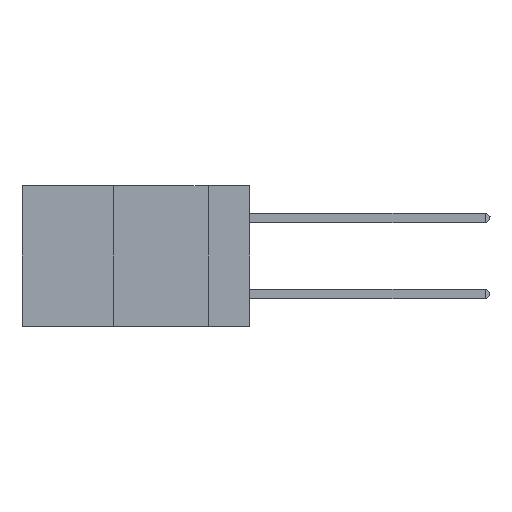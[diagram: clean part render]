
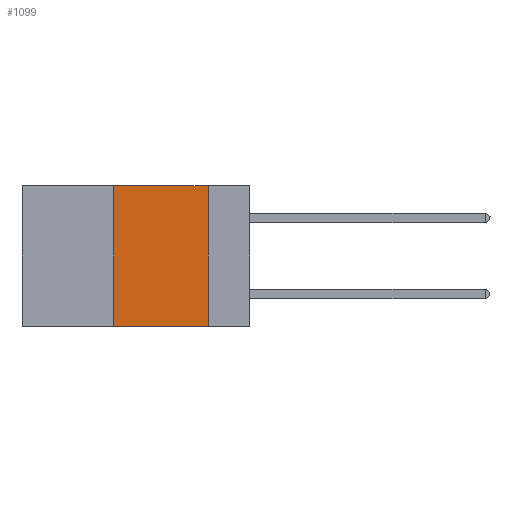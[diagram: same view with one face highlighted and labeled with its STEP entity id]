
A CAD part, left-side view. The second image highlights one B-rep face of the part: STEP entity #1099.
In plain terms, the highlighted planar face has unit normal (-1, 0, 0).
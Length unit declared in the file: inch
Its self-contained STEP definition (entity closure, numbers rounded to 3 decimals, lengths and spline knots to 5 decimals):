
#252 = CARTESIAN_POINT ( 'NONE',  ( 0., 0.6, 0. ) ) ;
#361 = VECTOR ( 'NONE', #7146, 39.37008 ) ;
#507 = ORIENTED_EDGE ( 'NONE', *, *, #6149, .F. ) ;
#557 = ORIENTED_EDGE ( 'NONE', *, *, #14378, .F. ) ;
#1099 = ADVANCED_FACE ( 'NONE', ( #8716 ), #3647, .F. ) ;
#1994 = VECTOR ( 'NONE', #6024, 39.37008 ) ;
#2514 = ORIENTED_EDGE ( 'NONE', *, *, #10683, .F. ) ;
#2798 = CARTESIAN_POINT ( 'NONE',  ( 0., 0.11, 0. ) ) ;
#3115 = DIRECTION ( 'NONE',  ( 1., 0., 0. ) ) ;
#3647 = PLANE ( 'NONE',  #5567 ) ;
#3744 = CARTESIAN_POINT ( 'NONE',  ( 0., 0.11, 0. ) ) ;
#3911 = DIRECTION ( 'NONE',  ( 0., 0., -1. ) ) ;
#4279 = ORIENTED_EDGE ( 'NONE', *, *, #14666, .T. ) ;
#4800 = LINE ( 'NONE', #2798, #8199 ) ;
#5372 = LINE ( 'NONE', #12209, #1994 ) ;
#5567 = AXIS2_PLACEMENT_3D ( 'NONE', #252, #3115, #3911 ) ;
#6024 = DIRECTION ( 'NONE',  ( 0., 0., 1. ) ) ;
#6149 = EDGE_CURVE ( 'NONE', #9520, #11538, #5372, .T. ) ;
#6379 = VERTEX_POINT ( 'NONE', #9031 ) ;
#7146 = DIRECTION ( 'NONE',  ( 0., -1., 0. ) ) ;
#8199 = VECTOR ( 'NONE', #11596, 39.37008 ) ;
#8715 = VECTOR ( 'NONE', #15055, 39.37008 ) ;
#8716 = FACE_OUTER_BOUND ( 'NONE', #12543, .T. ) ;
#9031 = CARTESIAN_POINT ( 'NONE',  ( 0., 0.11, -0.37 ) ) ;
#9520 = VERTEX_POINT ( 'NONE', #15619 ) ;
#10255 = CARTESIAN_POINT ( 'NONE',  ( 0., 0.6, 0. ) ) ;
#10683 = EDGE_CURVE ( 'NONE', #11538, #11856, #11948, .T. ) ;
#10892 = LINE ( 'NONE', #13266, #361 ) ;
#11538 = VERTEX_POINT ( 'NONE', #13018 ) ;
#11596 = DIRECTION ( 'NONE',  ( 0., 0., -1. ) ) ;
#11856 = VERTEX_POINT ( 'NONE', #3744 ) ;
#11948 = LINE ( 'NONE', #10255, #8715 ) ;
#12209 = CARTESIAN_POINT ( 'NONE',  ( 0., 0.36, 0. ) ) ;
#12543 = EDGE_LOOP ( 'NONE', ( #557, #2514, #507, #4279 ) ) ;
#13018 = CARTESIAN_POINT ( 'NONE',  ( 0., 0.36, 0. ) ) ;
#13266 = CARTESIAN_POINT ( 'NONE',  ( 0., 0.6, -0.37 ) ) ;
#14378 = EDGE_CURVE ( 'NONE', #11856, #6379, #4800, .T. ) ;
#14666 = EDGE_CURVE ( 'NONE', #9520, #6379, #10892, .T. ) ;
#15055 = DIRECTION ( 'NONE',  ( 0., -1., 0. ) ) ;
#15619 = CARTESIAN_POINT ( 'NONE',  ( 0., 0.36, -0.37 ) ) ;
